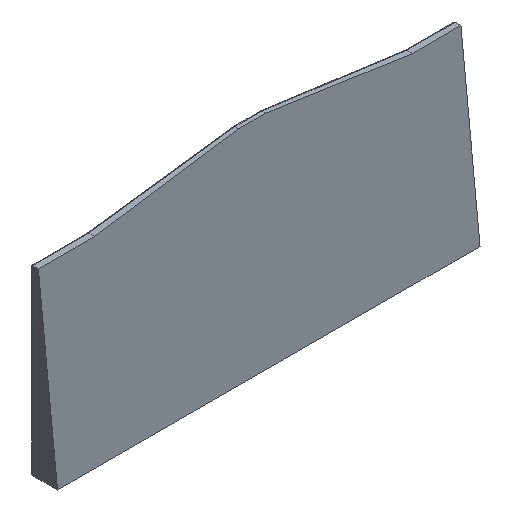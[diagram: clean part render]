
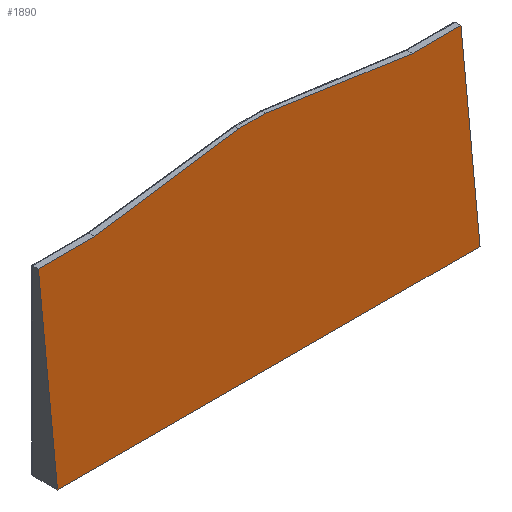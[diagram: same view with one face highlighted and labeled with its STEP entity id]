
A CAD part, isometric view. The second image highlights one B-rep face of the part: STEP entity #1890.
In plain terms, the highlighted planar face has unit normal (0, -0.995, 0.104).
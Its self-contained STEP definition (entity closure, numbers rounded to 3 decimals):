
#133=FACE_OUTER_BOUND('',#249,.T.);
#249=EDGE_LOOP('',(#1458,#1459,#1460,#1461,#1462,#1463,#1464,#1465));
#467=LINE('',#3000,#690);
#472=LINE('',#3014,#695);
#476=LINE('',#3022,#699);
#479=LINE('',#3028,#702);
#482=LINE('',#3034,#705);
#483=LINE('',#3035,#706);
#484=LINE('',#3037,#707);
#485=LINE('',#3038,#708);
#690=VECTOR('',#2378,10.);
#695=VECTOR('',#2391,10.);
#699=VECTOR('',#2397,10.);
#702=VECTOR('',#2402,10.);
#705=VECTOR('',#2407,10.);
#706=VECTOR('',#2408,10.);
#707=VECTOR('',#2409,10.);
#708=VECTOR('',#2410,10.);
#902=VERTEX_POINT('',#2997);
#903=VERTEX_POINT('',#2999);
#907=VERTEX_POINT('',#3012);
#908=VERTEX_POINT('',#3013);
#911=VERTEX_POINT('',#3021);
#913=VERTEX_POINT('',#3027);
#915=VERTEX_POINT('',#3033);
#916=VERTEX_POINT('',#3036);
#1108=EDGE_CURVE('',#902,#903,#467,.T.);
#1115=EDGE_CURVE('',#907,#908,#472,.T.);
#1119=EDGE_CURVE('',#911,#908,#476,.T.);
#1122=EDGE_CURVE('',#911,#913,#479,.T.);
#1125=EDGE_CURVE('',#907,#915,#482,.T.);
#1126=EDGE_CURVE('',#915,#903,#483,.T.);
#1127=EDGE_CURVE('',#916,#902,#484,.T.);
#1128=EDGE_CURVE('',#916,#913,#485,.T.);
#1458=ORIENTED_EDGE('',*,*,#1115,.F.);
#1459=ORIENTED_EDGE('',*,*,#1125,.T.);
#1460=ORIENTED_EDGE('',*,*,#1126,.T.);
#1461=ORIENTED_EDGE('',*,*,#1108,.F.);
#1462=ORIENTED_EDGE('',*,*,#1127,.F.);
#1463=ORIENTED_EDGE('',*,*,#1128,.T.);
#1464=ORIENTED_EDGE('',*,*,#1122,.F.);
#1465=ORIENTED_EDGE('',*,*,#1119,.T.);
#1804=PLANE('',#2036);
#1890=ADVANCED_FACE('',(#133),#1804,.F.);
#2036=AXIS2_PLACEMENT_3D('',#3032,#2405,#2406);
#2378=DIRECTION('',(-1.,0.,0.001));
#2391=DIRECTION('',(0.991,0.014,0.13));
#2397=DIRECTION('',(-1.,0.,0.));
#2402=DIRECTION('',(0.991,-0.014,-0.135));
#2405=DIRECTION('center_axis',(0.,0.995,-0.105));
#2406=DIRECTION('ref_axis',(0.,0.105,0.995));
#2407=DIRECTION('',(-1.,0.,-0.003));
#2408=DIRECTION('',(0.,-0.105,-0.995));
#2409=DIRECTION('',(0.,-0.105,-0.995));
#2410=DIRECTION('',(-1.,0.,-0.001));
#2997=CARTESIAN_POINT('',(113.22,-4.459,-49.855));
#2999=CARTESIAN_POINT('',(-115.822,-4.442,-49.695));
#3000=CARTESIAN_POINT('',(-57.95,-4.446,-49.735));
#3012=CARTESIAN_POINT('',(-85.382,5.924,48.926));
#3013=CARTESIAN_POINT('',(-6.221,7.018,59.336));
#3014=CARTESIAN_POINT('',(-3.216,7.059,59.731));
#3021=CARTESIAN_POINT('',(8.299,7.018,59.336));
#3022=CARTESIAN_POINT('',(4.15,7.018,59.336));
#3027=CARTESIAN_POINT('',(86.84,5.894,48.646));
#3028=CARTESIAN_POINT('',(43.542,6.514,54.539));
#3032=CARTESIAN_POINT('Origin',(0.,7.01,59.264));
#3033=CARTESIAN_POINT('',(-115.802,5.914,48.836));
#3034=CARTESIAN_POINT('',(-42.677,5.937,49.052));
#3035=CARTESIAN_POINT('',(-115.801,6.431,53.754));
#3036=CARTESIAN_POINT('',(113.21,5.897,48.676));
#3037=CARTESIAN_POINT('',(113.214,1.301,4.942));
#3038=CARTESIAN_POINT('',(56.611,5.891,48.612));
